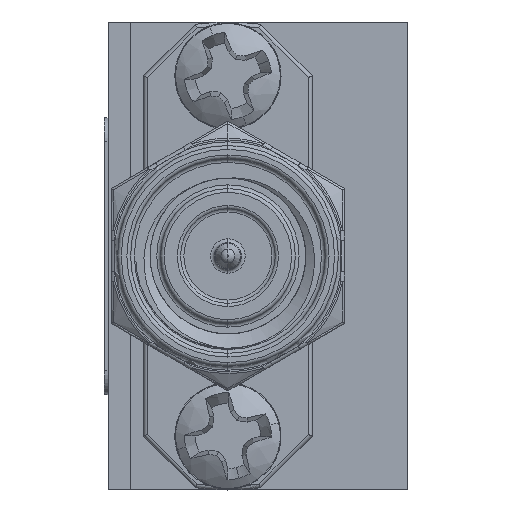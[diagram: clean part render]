
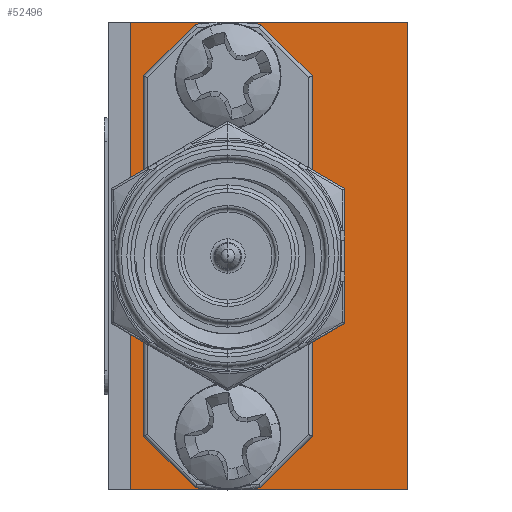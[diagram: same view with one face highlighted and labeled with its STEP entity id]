
A CAD part, left-side view. The second image highlights one B-rep face of the part: STEP entity #52496.
In plain terms, the highlighted planar face has unit normal (-1, 0, 0).
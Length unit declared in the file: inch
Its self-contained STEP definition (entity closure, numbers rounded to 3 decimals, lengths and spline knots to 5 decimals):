
#486 = CARTESIAN_POINT ( 'NONE',  ( -0.65055, 0.07899, -0.42713 ) ) ;
#967 = CARTESIAN_POINT ( 'NONE',  ( -0.65055, 0.45899, 0.12587 ) ) ;
#3083 = EDGE_LOOP ( 'NONE', ( #11166, #6960 ) ) ;
#3496 = CARTESIAN_POINT ( 'NONE',  ( -0.65055, 0.07899, -0.38413 ) ) ;
#3728 = CARTESIAN_POINT ( 'NONE',  ( -0.65055, -0.16101, 0.12587 ) ) ;
#4742 = CARTESIAN_POINT ( 'NONE',  ( -0.65055, 0.07899, 0.01087 ) ) ;
#6025 = CARTESIAN_POINT ( 'NONE',  ( -0.65055, -0.16101, -0.49913 ) ) ;
#6934 = FACE_OUTER_BOUND ( 'NONE', #30644, .T. ) ;
#6960 = ORIENTED_EDGE ( 'NONE', *, *, #33165, .F. ) ;
#7489 = FACE_BOUND ( 'NONE', #7747, .T. ) ;
#7584 = CIRCLE ( 'NONE', #22419, 0.043 ) ;
#7747 = EDGE_LOOP ( 'NONE', ( #47069, #49589 ) ) ;
#9381 = DIRECTION ( 'NONE',  ( 0., 0., 1. ) ) ;
#9968 = CARTESIAN_POINT ( 'NONE',  ( -0.65055, 0.20899, -0.49913 ) ) ;
#10207 = EDGE_CURVE ( 'NONE', #41018, #35527, #27927, .T. ) ;
#11166 = ORIENTED_EDGE ( 'NONE', *, *, #29114, .F. ) ;
#11973 = VERTEX_POINT ( 'NONE', #46501 ) ;
#12121 = DIRECTION ( 'NONE',  ( 1., 0., 0. ) ) ;
#12295 = CARTESIAN_POINT ( 'NONE',  ( -0.65055, 0.07899, -0.47013 ) ) ;
#13495 = DIRECTION ( 'NONE',  ( -1., 0., 0. ) ) ;
#14167 = AXIS2_PLACEMENT_3D ( 'NONE', #23433, #44925, #36189 ) ;
#16978 = DIRECTION ( 'NONE',  ( 0., 0., 1. ) ) ;
#17314 = EDGE_LOOP ( 'NONE', ( #43246, #23073 ) ) ;
#17746 = DIRECTION ( 'NONE',  ( 0., 0., 1. ) ) ;
#18628 = LINE ( 'NONE', #9968, #43784 ) ;
#19358 = VERTEX_POINT ( 'NONE', #43522 ) ;
#19485 = DIRECTION ( 'NONE',  ( 0., 0., 1. ) ) ;
#19836 = EDGE_CURVE ( 'NONE', #48088, #41018, #18628, .T. ) ;
#19838 = LINE ( 'NONE', #50636, #54352 ) ;
#20654 = CIRCLE ( 'NONE', #14167, 0.0885 ) ;
#21026 = CIRCLE ( 'NONE', #48863, 0.0885 ) ;
#22089 = VERTEX_POINT ( 'NONE', #52720 ) ;
#22265 = EDGE_CURVE ( 'NONE', #24385, #43004, #56078, .T. ) ;
#22419 = AXIS2_PLACEMENT_3D ( 'NONE', #38750, #13495, #16978 ) ;
#23073 = ORIENTED_EDGE ( 'NONE', *, *, #28162, .F. ) ;
#23297 = DIRECTION ( 'NONE',  ( 0., -1., 0. ) ) ;
#23433 = CARTESIAN_POINT ( 'NONE',  ( -0.65055, 0.07899, -0.18663 ) ) ;
#24385 = VERTEX_POINT ( 'NONE', #12295 ) ;
#24898 = PLANE ( 'NONE',  #33613 ) ;
#25919 = ORIENTED_EDGE ( 'NONE', *, *, #33622, .T. ) ;
#27260 = AXIS2_PLACEMENT_3D ( 'NONE', #54857, #41516, #50806 ) ;
#27927 = LINE ( 'NONE', #967, #34154 ) ;
#28162 = EDGE_CURVE ( 'NONE', #37584, #19358, #7584, .T. ) ;
#28276 = AXIS2_PLACEMENT_3D ( 'NONE', #53180, #31102, #17746 ) ;
#28418 = ORIENTED_EDGE ( 'NONE', *, *, #34454, .T. ) ;
#29114 = EDGE_CURVE ( 'NONE', #22089, #11973, #20654, .T. ) ;
#29816 = CARTESIAN_POINT ( 'NONE',  ( -0.65055, 0.45899, 0.12587 ) ) ;
#30369 = EDGE_CURVE ( 'NONE', #43004, #24385, #36527, .T. ) ;
#30644 = EDGE_LOOP ( 'NONE', ( #31090, #28418, #25919, #53102 ) ) ;
#31090 = ORIENTED_EDGE ( 'NONE', *, *, #19836, .F. ) ;
#31102 = DIRECTION ( 'NONE',  ( -1., 0., 0. ) ) ;
#31144 = VECTOR ( 'NONE', #9381, 39.37008 ) ;
#31548 = EDGE_CURVE ( 'NONE', #19358, #37584, #53334, .T. ) ;
#31707 = LINE ( 'NONE', #49430, #31144 ) ;
#33165 = EDGE_CURVE ( 'NONE', #11973, #22089, #21026, .T. ) ;
#33613 = AXIS2_PLACEMENT_3D ( 'NONE', #29816, #12121, #37945 ) ;
#33622 = EDGE_CURVE ( 'NONE', #57004, #35527, #31707, .T. ) ;
#34154 = VECTOR ( 'NONE', #23297, 39.37008 ) ;
#34454 = EDGE_CURVE ( 'NONE', #48088, #57004, #19838, .T. ) ;
#35527 = VERTEX_POINT ( 'NONE', #3728 ) ;
#36134 = CARTESIAN_POINT ( 'NONE',  ( -0.65055, 0.20899, -0.49913 ) ) ;
#36189 = DIRECTION ( 'NONE',  ( 0., 0., 1. ) ) ;
#36527 = CIRCLE ( 'NONE', #27260, 0.043 ) ;
#37584 = VERTEX_POINT ( 'NONE', #4742 ) ;
#37945 = DIRECTION ( 'NONE',  ( 0., 0., -1. ) ) ;
#38750 = CARTESIAN_POINT ( 'NONE',  ( -0.65055, 0.07899, 0.05387 ) ) ;
#39425 = AXIS2_PLACEMENT_3D ( 'NONE', #486, #40524, #53603 ) ;
#40524 = DIRECTION ( 'NONE',  ( -1., 0., 0. ) ) ;
#41018 = VERTEX_POINT ( 'NONE', #45738 ) ;
#41063 = DIRECTION ( 'NONE',  ( 0., -1., 0. ) ) ;
#41516 = DIRECTION ( 'NONE',  ( -1., 0., 0. ) ) ;
#43004 = VERTEX_POINT ( 'NONE', #3496 ) ;
#43246 = ORIENTED_EDGE ( 'NONE', *, *, #31548, .F. ) ;
#43522 = CARTESIAN_POINT ( 'NONE',  ( -0.65055, 0.07899, 0.09687 ) ) ;
#43784 = VECTOR ( 'NONE', #19485, 39.37008 ) ;
#44925 = DIRECTION ( 'NONE',  ( -1., 0., 0. ) ) ;
#45738 = CARTESIAN_POINT ( 'NONE',  ( -0.65055, 0.20899, 0.12587 ) ) ;
#46501 = CARTESIAN_POINT ( 'NONE',  ( -0.65055, 0.07899, -0.27513 ) ) ;
#47069 = ORIENTED_EDGE ( 'NONE', *, *, #30369, .F. ) ;
#47242 = FACE_BOUND ( 'NONE', #3083, .T. ) ;
#48088 = VERTEX_POINT ( 'NONE', #36134 ) ;
#48637 = DIRECTION ( 'NONE',  ( 0., 0., 1. ) ) ;
#48863 = AXIS2_PLACEMENT_3D ( 'NONE', #53840, #48930, #48637 ) ;
#48930 = DIRECTION ( 'NONE',  ( -1., 0., 0. ) ) ;
#49430 = CARTESIAN_POINT ( 'NONE',  ( -0.65055, -0.16101, 0.12587 ) ) ;
#49589 = ORIENTED_EDGE ( 'NONE', *, *, #22265, .F. ) ;
#50636 = CARTESIAN_POINT ( 'NONE',  ( -0.65055, 0.45899, -0.49913 ) ) ;
#50806 = DIRECTION ( 'NONE',  ( 0., 0., 1. ) ) ;
#52496 = ADVANCED_FACE ( 'NONE', ( #47242, #55942, #7489, #6934 ), #24898, .F. ) ;
#52720 = CARTESIAN_POINT ( 'NONE',  ( -0.65055, 0.07899, -0.09813 ) ) ;
#53102 = ORIENTED_EDGE ( 'NONE', *, *, #10207, .F. ) ;
#53180 = CARTESIAN_POINT ( 'NONE',  ( -0.65055, 0.07899, 0.05387 ) ) ;
#53334 = CIRCLE ( 'NONE', #28276, 0.043 ) ;
#53603 = DIRECTION ( 'NONE',  ( 0., 0., 1. ) ) ;
#53840 = CARTESIAN_POINT ( 'NONE',  ( -0.65055, 0.07899, -0.18663 ) ) ;
#54352 = VECTOR ( 'NONE', #41063, 39.37008 ) ;
#54857 = CARTESIAN_POINT ( 'NONE',  ( -0.65055, 0.07899, -0.42713 ) ) ;
#55942 = FACE_BOUND ( 'NONE', #17314, .T. ) ;
#56078 = CIRCLE ( 'NONE', #39425, 0.043 ) ;
#57004 = VERTEX_POINT ( 'NONE', #6025 ) ;
